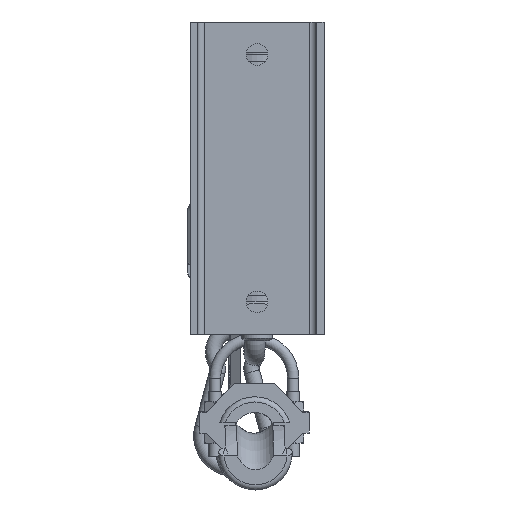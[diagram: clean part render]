
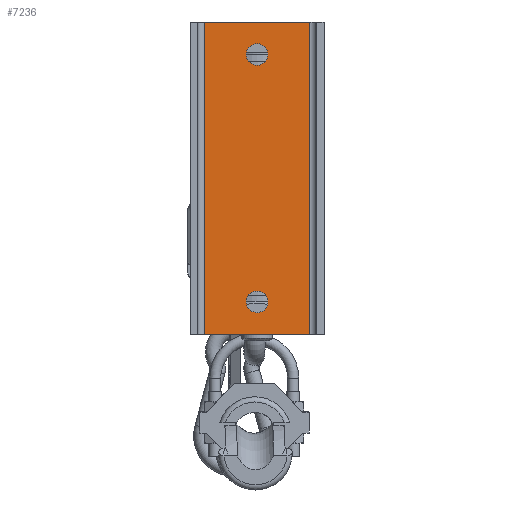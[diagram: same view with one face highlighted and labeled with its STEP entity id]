
A CAD part, left-side view. The second image highlights one B-rep face of the part: STEP entity #7236.
In plain terms, the highlighted planar face has unit normal (-1, 0, 0).
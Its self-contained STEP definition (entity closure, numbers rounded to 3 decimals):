
#433=FACE_BOUND('',#1207,.T.);
#434=FACE_BOUND('',#1208,.T.);
#498=PLANE('',#8048);
#756=FACE_OUTER_BOUND('',#1206,.T.);
#1206=EDGE_LOOP('',(#5059,#5060,#5061,#5062));
#1207=EDGE_LOOP('',(#5063));
#1208=EDGE_LOOP('',(#5064));
#1714=LINE('',#11168,#2297);
#1720=LINE('',#11188,#2303);
#1722=LINE('',#11192,#2305);
#1723=LINE('',#11193,#2306);
#2297=VECTOR('',#8947,10.);
#2303=VECTOR('',#8963,10.);
#2305=VECTOR('',#8967,10.);
#2306=VECTOR('',#8968,10.);
#2856=CIRCLE('',#8011,4.15);
#2858=CIRCLE('',#8014,4.15);
#3182=VERTEX_POINT('',#11075);
#3184=VERTEX_POINT('',#11081);
#3213=VERTEX_POINT('',#11165);
#3214=VERTEX_POINT('',#11167);
#3223=VERTEX_POINT('',#11186);
#3224=VERTEX_POINT('',#11191);
#3874=EDGE_CURVE('',#3182,#3182,#2856,.T.);
#3877=EDGE_CURVE('',#3184,#3184,#2858,.T.);
#3919=EDGE_CURVE('',#3214,#3213,#1714,.T.);
#3929=EDGE_CURVE('',#3223,#3213,#1720,.T.);
#3931=EDGE_CURVE('',#3223,#3224,#1722,.T.);
#3932=EDGE_CURVE('',#3224,#3214,#1723,.T.);
#5059=ORIENTED_EDGE('',*,*,#3931,.T.);
#5060=ORIENTED_EDGE('',*,*,#3932,.T.);
#5061=ORIENTED_EDGE('',*,*,#3919,.T.);
#5062=ORIENTED_EDGE('',*,*,#3929,.F.);
#5063=ORIENTED_EDGE('',*,*,#3874,.T.);
#5064=ORIENTED_EDGE('',*,*,#3877,.T.);
#7236=ADVANCED_FACE('',(#756,#433,#434),#498,.T.);
#8011=AXIS2_PLACEMENT_3D('',#11076,#8855,#8856);
#8014=AXIS2_PLACEMENT_3D('',#11082,#8862,#8863);
#8048=AXIS2_PLACEMENT_3D('',#11190,#8965,#8966);
#8855=DIRECTION('center_axis',(1.,0.,0.));
#8856=DIRECTION('ref_axis',(0.,1.,0.));
#8862=DIRECTION('center_axis',(1.,0.,0.));
#8863=DIRECTION('ref_axis',(0.,1.,0.));
#8947=DIRECTION('',(0.,-1.,0.));
#8963=DIRECTION('',(0.,0.,-1.));
#8965=DIRECTION('center_axis',(-1.,0.,0.));
#8966=DIRECTION('ref_axis',(0.,0.,1.));
#8967=DIRECTION('',(0.,1.,0.));
#8968=DIRECTION('',(0.,0.,-1.));
#11075=CARTESIAN_POINT('',(0.,-4.15,-47.5));
#11076=CARTESIAN_POINT('Origin',(0.,0.,-47.5));
#11081=CARTESIAN_POINT('',(0.,-4.15,47.5));
#11082=CARTESIAN_POINT('Origin',(0.,0.,47.5));
#11165=CARTESIAN_POINT('',(0.,-20.25,-60.));
#11167=CARTESIAN_POINT('',(0.,20.25,-60.));
#11168=CARTESIAN_POINT('',(0.,-20.25,-60.));
#11186=CARTESIAN_POINT('',(0.,-20.25,60.));
#11188=CARTESIAN_POINT('',(0.,-20.25,0.));
#11190=CARTESIAN_POINT('Origin',(0.,-20.25,0.));
#11191=CARTESIAN_POINT('',(0.,20.25,60.));
#11192=CARTESIAN_POINT('',(0.,-20.25,60.));
#11193=CARTESIAN_POINT('',(0.,20.25,0.));
